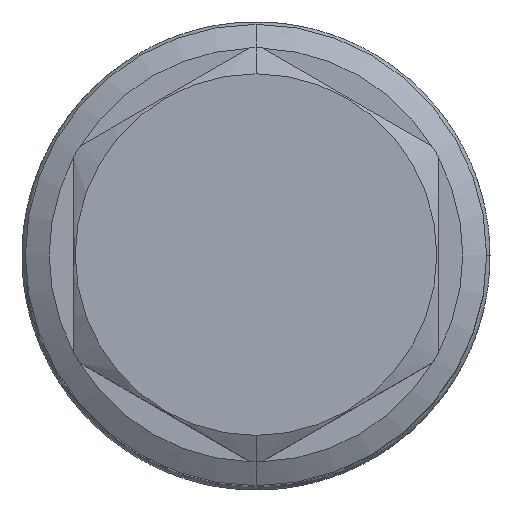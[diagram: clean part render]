
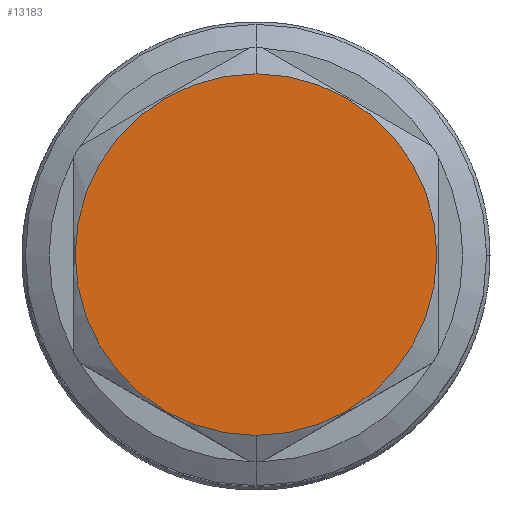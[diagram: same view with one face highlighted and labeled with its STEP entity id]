
A CAD part, top view. The second image highlights one B-rep face of the part: STEP entity #13183.
In plain terms, the highlighted planar face has unit normal (0, 0, 1).
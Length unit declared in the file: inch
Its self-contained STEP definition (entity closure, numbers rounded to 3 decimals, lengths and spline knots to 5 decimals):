
#5799=CARTESIAN_POINT('',(0.,0.,6.896));
#5800=DIRECTION('',(0.,0.,1.));
#5801=DIRECTION('',(0.,-1.,0.));
#5802=AXIS2_PLACEMENT_3D('',#5799,#5800,#5801);
#5804=CARTESIAN_POINT('',(0.,0.,6.896));
#5805=DIRECTION('',(0.,0.,1.));
#5806=DIRECTION('',(0.,1.,0.));
#5807=AXIS2_PLACEMENT_3D('',#5804,#5805,#5806);
#6057=CARTESIAN_POINT('',(0.,-0.807,6.896));
#6058=CARTESIAN_POINT('',(0.,0.807,6.896));
#6059=VERTEX_POINT('',#6057);
#6060=VERTEX_POINT('',#6058);
#13174=CARTESIAN_POINT('',(0.,0.,6.896));
#13175=DIRECTION('',(0.,0.,1.));
#13176=DIRECTION('',(0.,1.,0.));
#13177=AXIS2_PLACEMENT_3D('',#13174,#13175,#13176);
#13178=PLANE('',#13177);
#13179=ORIENTED_EDGE('',*,*,#12832,.F.);
#13180=ORIENTED_EDGE('',*,*,#13158,.F.);
#13181=EDGE_LOOP('',(#13179,#13180));
#13182=FACE_OUTER_BOUND('',#13181,.F.);
#5803=CIRCLE('',#5802,0.807);
#5808=CIRCLE('',#5807,0.807);
#12832=EDGE_CURVE('',#6059,#6060,#5803,.T.);
#13158=EDGE_CURVE('',#6060,#6059,#5808,.T.);
#13183=ADVANCED_FACE('',(#13182),#13178,.T.);
